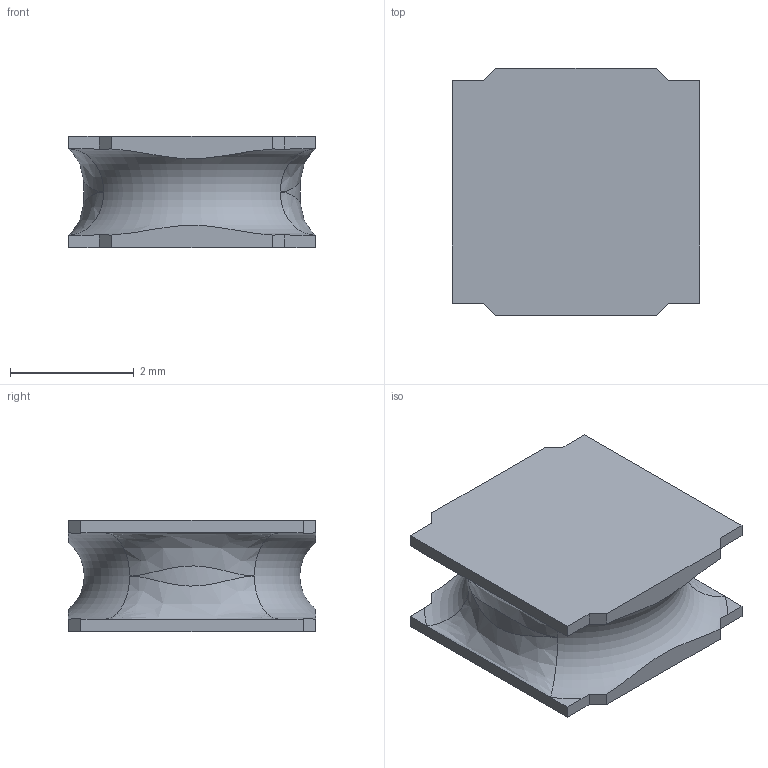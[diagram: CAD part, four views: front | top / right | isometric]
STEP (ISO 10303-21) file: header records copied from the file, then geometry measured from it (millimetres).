
FILE_DESCRIPTION( ( 'Unknown' ), '1' );
FILE_NAME( 'L_Taiyo-Yuden_NR-40xx.step', 'Unknown', ( 'Unknown' ), ( 'Unknown' ), 'PSStep 15.0.49', 'Unknown', ' ' );
FILE_SCHEMA( ( 'AUTOMOTIVE_DESIGN { 1 0 10303 214 1 1 1 1 }' ) );
Length unit declared in the file: millimetre
Products named in the file (1): 1
Bounding box: 4 x 4 x 1.8 mm (x, y, z)
Volume: 21.7 mm3; surface area: 59.6 mm2
Topology: 1 solids, 1 shells, 42 faces, 108 edges, 68 vertices
Faces by surface type: plane 34, bspline 4, cylinder 2, torus 2
Entity records: 2460 total; most frequent: CARTESIAN_POINT 1139, ORIENTED_EDGE 216, DIRECTION 178, EDGE_CURVE 108, VERTEX_POINT 68, LINE 68, VECTOR 68, AXIS2_PLACEMENT_3D 55
